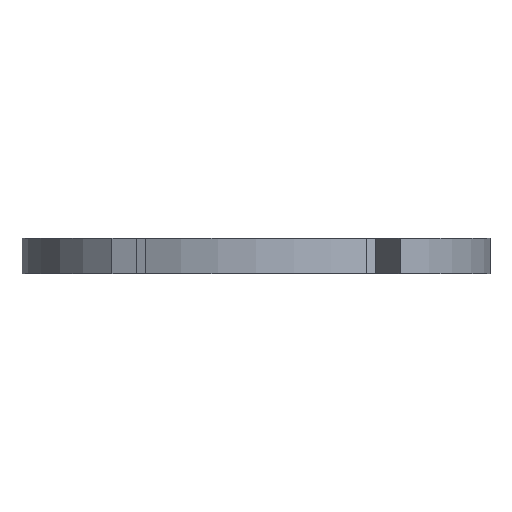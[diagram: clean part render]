
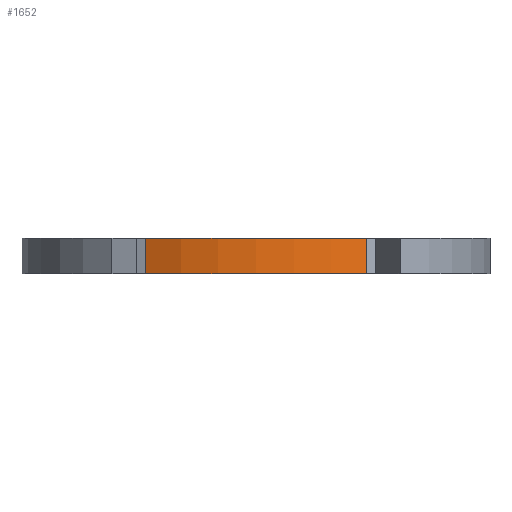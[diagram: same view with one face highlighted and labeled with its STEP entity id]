
A CAD part, left-side view. The second image highlights one B-rep face of the part: STEP entity #1652.
In plain terms, the highlighted cylindrical face has radius 10.716 mm (diameter 21.433 mm), a partial arc.
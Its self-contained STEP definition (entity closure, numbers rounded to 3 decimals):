
#84 = PLANE('',#85);
#85 = AXIS2_PLACEMENT_3D('',#86,#87,#88);
#86 = CARTESIAN_POINT('',(1.309,0.289,1.6));
#87 = DIRECTION('',(0.,0.,1.));
#88 = DIRECTION('',(1.,0.,0.));
#139 = PLANE('',#140);
#140 = AXIS2_PLACEMENT_3D('',#141,#142,#143);
#141 = CARTESIAN_POINT('',(1.309,0.289,0.));
#142 = DIRECTION('',(0.,0.,1.));
#143 = DIRECTION('',(1.,0.,0.));
#332 = VERTEX_POINT('',#333);
#333 = CARTESIAN_POINT('',(-8.157,6.207,0.));
#347 = PLANE('',#348);
#348 = AXIS2_PLACEMENT_3D('',#349,#350,#351);
#349 = CARTESIAN_POINT('',(-4.651,4.931,0.));
#350 = DIRECTION('',(-0.342,-0.94,0.));
#351 = DIRECTION('',(-0.94,0.342,0.));
#359 = EDGE_CURVE('',#332,#360,#362,.T.);
#360 = VERTEX_POINT('',#361);
#361 = CARTESIAN_POINT('',(-8.157,-3.838,0.));
#362 = SURFACE_CURVE('',#363,(#368,#375),.PCURVE_S1.);
#363 = CIRCLE('',#364,10.716);
#364 = AXIS2_PLACEMENT_3D('',#365,#366,#367);
#365 = CARTESIAN_POINT('',(1.309,1.184,0.));
#366 = DIRECTION('',(0.,0.,1.));
#367 = DIRECTION('',(1.,0.,0.));
#368 = PCURVE('',#139,#369);
#369 = DEFINITIONAL_REPRESENTATION('',(#370),#374);
#370 = CIRCLE('',#371,10.716);
#371 = AXIS2_PLACEMENT_2D('',#372,#373);
#372 = CARTESIAN_POINT('',(0.,0.895));
#373 = DIRECTION('',(1.,0.));
#374 = ( GEOMETRIC_REPRESENTATION_CONTEXT(2) 
PARAMETRIC_REPRESENTATION_CONTEXT() REPRESENTATION_CONTEXT('2D SPACE',''
  ) );
#375 = PCURVE('',#376,#381);
#376 = CYLINDRICAL_SURFACE('',#377,10.716);
#377 = AXIS2_PLACEMENT_3D('',#378,#379,#380);
#378 = CARTESIAN_POINT('',(1.309,1.184,0.));
#379 = DIRECTION('',(0.,0.,-1.));
#380 = DIRECTION('',(1.,0.,0.));
#381 = DEFINITIONAL_REPRESENTATION('',(#382),#386);
#382 = LINE('',#383,#384);
#383 = CARTESIAN_POINT('',(0.,0.));
#384 = VECTOR('',#385,1.);
#385 = DIRECTION('',(-1.,0.));
#386 = ( GEOMETRIC_REPRESENTATION_CONTEXT(2) 
PARAMETRIC_REPRESENTATION_CONTEXT() REPRESENTATION_CONTEXT('2D SPACE',''
  ) );
#404 = PLANE('',#405);
#405 = AXIS2_PLACEMENT_3D('',#406,#407,#408);
#406 = CARTESIAN_POINT('',(-8.157,-3.838,0.));
#407 = DIRECTION('',(-0.342,0.94,0.));
#408 = DIRECTION('',(0.94,0.342,0.));
#992 = VERTEX_POINT('',#993);
#993 = CARTESIAN_POINT('',(-8.157,6.207,1.6));
#1014 = EDGE_CURVE('',#992,#1015,#1017,.T.);
#1015 = VERTEX_POINT('',#1016);
#1016 = CARTESIAN_POINT('',(-8.157,-3.838,1.6));
#1017 = SURFACE_CURVE('',#1018,(#1023,#1030),.PCURVE_S1.);
#1018 = CIRCLE('',#1019,10.716);
#1019 = AXIS2_PLACEMENT_3D('',#1020,#1021,#1022);
#1020 = CARTESIAN_POINT('',(1.309,1.184,1.6));
#1021 = DIRECTION('',(0.,0.,1.));
#1022 = DIRECTION('',(1.,0.,0.));
#1023 = PCURVE('',#84,#1024);
#1024 = DEFINITIONAL_REPRESENTATION('',(#1025),#1029);
#1025 = CIRCLE('',#1026,10.716);
#1026 = AXIS2_PLACEMENT_2D('',#1027,#1028);
#1027 = CARTESIAN_POINT('',(0.,0.895));
#1028 = DIRECTION('',(1.,0.));
#1029 = ( GEOMETRIC_REPRESENTATION_CONTEXT(2) 
PARAMETRIC_REPRESENTATION_CONTEXT() REPRESENTATION_CONTEXT('2D SPACE',''
  ) );
#1030 = PCURVE('',#376,#1031);
#1031 = DEFINITIONAL_REPRESENTATION('',(#1032),#1036);
#1032 = LINE('',#1033,#1034);
#1033 = CARTESIAN_POINT('',(0.,-1.6));
#1034 = VECTOR('',#1035,1.);
#1035 = DIRECTION('',(-1.,0.));
#1036 = ( GEOMETRIC_REPRESENTATION_CONTEXT(2) 
PARAMETRIC_REPRESENTATION_CONTEXT() REPRESENTATION_CONTEXT('2D SPACE',''
  ) );
#1604 = EDGE_CURVE('',#332,#992,#1605,.T.);
#1605 = SURFACE_CURVE('',#1606,(#1610,#1617),.PCURVE_S1.);
#1606 = LINE('',#1607,#1608);
#1607 = CARTESIAN_POINT('',(-8.157,6.207,0.));
#1608 = VECTOR('',#1609,1.);
#1609 = DIRECTION('',(0.,0.,1.));
#1610 = PCURVE('',#347,#1611);
#1611 = DEFINITIONAL_REPRESENTATION('',(#1612),#1616);
#1612 = LINE('',#1613,#1614);
#1613 = CARTESIAN_POINT('',(3.731,0.));
#1614 = VECTOR('',#1615,1.);
#1615 = DIRECTION('',(0.,-1.));
#1616 = ( GEOMETRIC_REPRESENTATION_CONTEXT(2) 
PARAMETRIC_REPRESENTATION_CONTEXT() REPRESENTATION_CONTEXT('2D SPACE',''
  ) );
#1617 = PCURVE('',#376,#1618);
#1618 = DEFINITIONAL_REPRESENTATION('',(#1619),#1623);
#1619 = LINE('',#1620,#1621);
#1620 = CARTESIAN_POINT('',(-2.654,0.));
#1621 = VECTOR('',#1622,1.);
#1622 = DIRECTION('',(0.,-1.));
#1623 = ( GEOMETRIC_REPRESENTATION_CONTEXT(2) 
PARAMETRIC_REPRESENTATION_CONTEXT() REPRESENTATION_CONTEXT('2D SPACE',''
  ) );
#1652 = ADVANCED_FACE('',(#1653),#376,.T.);
#1653 = FACE_BOUND('',#1654,.F.);
#1654 = EDGE_LOOP('',(#1655,#1656,#1657,#1678));
#1655 = ORIENTED_EDGE('',*,*,#1604,.T.);
#1656 = ORIENTED_EDGE('',*,*,#1014,.T.);
#1657 = ORIENTED_EDGE('',*,*,#1658,.F.);
#1658 = EDGE_CURVE('',#360,#1015,#1659,.T.);
#1659 = SURFACE_CURVE('',#1660,(#1664,#1671),.PCURVE_S1.);
#1660 = LINE('',#1661,#1662);
#1661 = CARTESIAN_POINT('',(-8.157,-3.838,0.));
#1662 = VECTOR('',#1663,1.);
#1663 = DIRECTION('',(0.,0.,1.));
#1664 = PCURVE('',#376,#1665);
#1665 = DEFINITIONAL_REPRESENTATION('',(#1666),#1670);
#1666 = LINE('',#1667,#1668);
#1667 = CARTESIAN_POINT('',(-3.629,0.));
#1668 = VECTOR('',#1669,1.);
#1669 = DIRECTION('',(0.,-1.));
#1670 = ( GEOMETRIC_REPRESENTATION_CONTEXT(2) 
PARAMETRIC_REPRESENTATION_CONTEXT() REPRESENTATION_CONTEXT('2D SPACE',''
  ) );
#1671 = PCURVE('',#404,#1672);
#1672 = DEFINITIONAL_REPRESENTATION('',(#1673),#1677);
#1673 = LINE('',#1674,#1675);
#1674 = CARTESIAN_POINT('',(0.,0.));
#1675 = VECTOR('',#1676,1.);
#1676 = DIRECTION('',(0.,-1.));
#1677 = ( GEOMETRIC_REPRESENTATION_CONTEXT(2) 
PARAMETRIC_REPRESENTATION_CONTEXT() REPRESENTATION_CONTEXT('2D SPACE',''
  ) );
#1678 = ORIENTED_EDGE('',*,*,#359,.F.);
